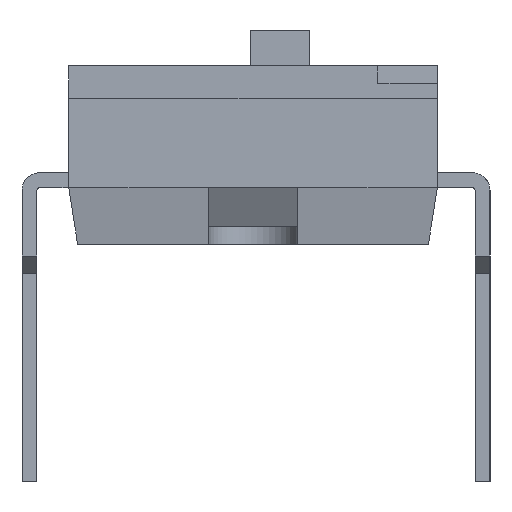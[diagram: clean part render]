
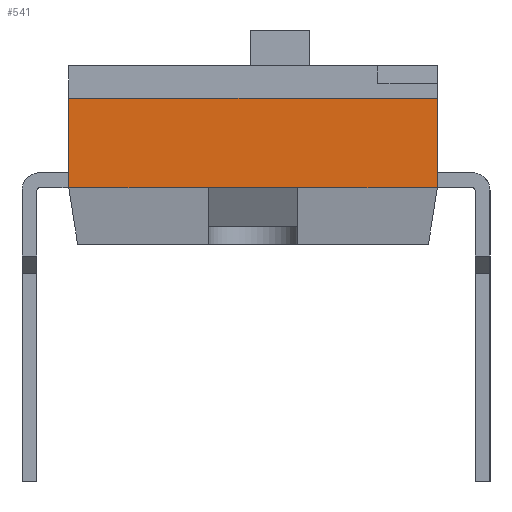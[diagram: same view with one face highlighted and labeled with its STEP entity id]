
A CAD part, left-side view. The second image highlights one B-rep face of the part: STEP entity #541.
In plain terms, the highlighted planar face has unit normal (-1, 0, 0).
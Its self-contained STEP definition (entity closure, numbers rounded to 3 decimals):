
#541=ADVANCED_FACE('',(#1073),#9305,.T.);
#1073=FACE_OUTER_BOUND('',#1631,.T.);
#1631=EDGE_LOOP('',(#3554,#3555,#3556,#3557,#3558,#3559));
#3554=ORIENTED_EDGE('',*,*,#5306,.T.);
#3555=ORIENTED_EDGE('',*,*,#5308,.F.);
#3556=ORIENTED_EDGE('',*,*,#5805,.T.);
#3557=ORIENTED_EDGE('',*,*,#5799,.F.);
#3558=ORIENTED_EDGE('',*,*,#5820,.F.);
#3559=ORIENTED_EDGE('',*,*,#5797,.F.);
#5306=EDGE_CURVE('',#8253,#8252,#6932,.T.);
#5308=EDGE_CURVE('',#8254,#8252,#6934,.T.);
#5797=EDGE_CURVE('',#8253,#8574,#7339,.T.);
#5799=EDGE_CURVE('',#8577,#8578,#7341,.T.);
#5805=EDGE_CURVE('',#8254,#8578,#7347,.T.);
#5820=EDGE_CURVE('',#8574,#8577,#7362,.T.);
#6932=B_SPLINE_CURVE_WITH_KNOTS('',1,(#13052,#13053),.UNSPECIFIED.,.F.,
 .F.,(2,2),(0.,1.5),.UNSPECIFIED.);
#6934=B_SPLINE_CURVE_WITH_KNOTS('',1,(#13056,#13057),.UNSPECIFIED.,.F.,
 .F.,(2,2),(-2.35,0.),.UNSPECIFIED.);
#7339=B_SPLINE_CURVE_WITH_KNOTS('',1,(#14238,#14239),.UNSPECIFIED.,.F.,
 .F.,(2,2),(-2.35,0.),.UNSPECIFIED.);
#7341=B_SPLINE_CURVE_WITH_KNOTS('',1,(#14242,#14243),.UNSPECIFIED.,.F.,
 .F.,(2,2),(0.,6.2),.UNSPECIFIED.);
#7347=B_SPLINE_CURVE_WITH_KNOTS('',1,(#14254,#14255),.UNSPECIFIED.,.F.,
 .F.,(2,2),(-1.5,0.),.UNSPECIFIED.);
#7362=B_SPLINE_CURVE_WITH_KNOTS('',1,(#14284,#14285),.UNSPECIFIED.,.F.,
 .F.,(2,2),(-1.5,0.),.UNSPECIFIED.);
#8252=VERTEX_POINT('',#12694);
#8253=VERTEX_POINT('',#12695);
#8254=VERTEX_POINT('',#12696);
#8574=VERTEX_POINT('',#13016);
#8577=VERTEX_POINT('',#13019);
#8578=VERTEX_POINT('',#13020);
#9305=PLANE('',#9982);
#9982=AXIS2_PLACEMENT_3D('',#12485,#10521,$);
#10521=DIRECTION('',(-1.,0.,0.));
#12485=CARTESIAN_POINT('',(-10.63,-3.732,1.662));
#12694=CARTESIAN_POINT('',(-10.63,-0.75,0.));
#12695=CARTESIAN_POINT('',(-10.63,0.75,0.));
#12696=CARTESIAN_POINT('',(-10.63,-3.1,0.));
#13016=CARTESIAN_POINT('',(-10.63,3.1,0.));
#13019=CARTESIAN_POINT('',(-10.63,3.1,1.5));
#13020=CARTESIAN_POINT('',(-10.63,-3.1,1.5));
#13052=CARTESIAN_POINT('',(-10.63,0.75,0.));
#13053=CARTESIAN_POINT('',(-10.63,-0.75,0.));
#13056=CARTESIAN_POINT('',(-10.63,-3.1,0.));
#13057=CARTESIAN_POINT('',(-10.63,-0.75,0.));
#14238=CARTESIAN_POINT('',(-10.63,0.75,0.));
#14239=CARTESIAN_POINT('',(-10.63,3.1,0.));
#14242=CARTESIAN_POINT('',(-10.63,3.1,1.5));
#14243=CARTESIAN_POINT('',(-10.63,-3.1,1.5));
#14254=CARTESIAN_POINT('',(-10.63,-3.1,0.));
#14255=CARTESIAN_POINT('',(-10.63,-3.1,1.5));
#14284=CARTESIAN_POINT('',(-10.63,3.1,0.));
#14285=CARTESIAN_POINT('',(-10.63,3.1,1.5));
